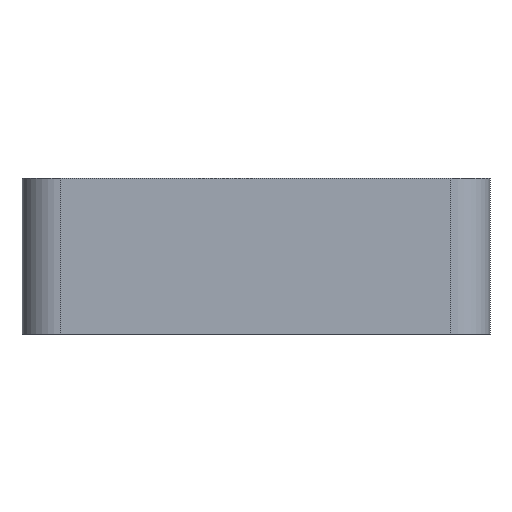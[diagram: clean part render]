
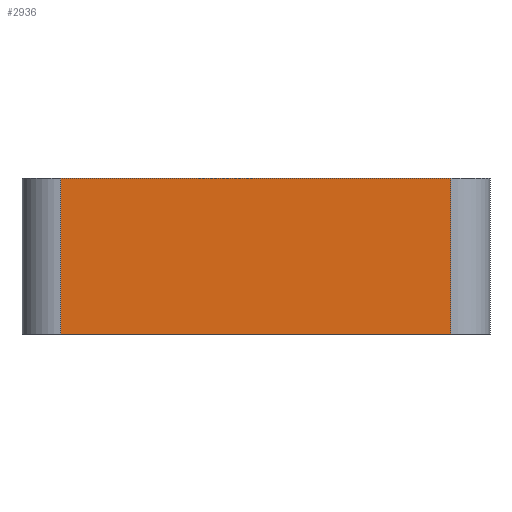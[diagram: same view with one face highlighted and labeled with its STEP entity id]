
A CAD part, front view. The second image highlights one B-rep face of the part: STEP entity #2936.
In plain terms, the highlighted planar face has unit normal (0, -1, 0).
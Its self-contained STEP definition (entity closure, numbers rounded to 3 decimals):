
#216=FACE_OUTER_BOUND('',#369,.T.);
#369=EDGE_LOOP('',(#2507,#2508,#2509,#2510));
#408=LINE('',#4137,#720);
#678=LINE('',#4882,#990);
#679=LINE('',#4885,#991);
#680=LINE('',#4886,#992);
#720=VECTOR('',#3278,10.);
#990=VECTOR('',#4006,10.);
#991=VECTOR('',#4009,10.);
#992=VECTOR('',#4010,10.);
#1162=VERTEX_POINT('',#4134);
#1163=VERTEX_POINT('',#4136);
#1409=VERTEX_POINT('',#4880);
#1410=VERTEX_POINT('',#4884);
#1450=EDGE_CURVE('',#1162,#1163,#408,.T.);
#1823=EDGE_CURVE('',#1162,#1409,#678,.T.);
#1824=EDGE_CURVE('',#1410,#1409,#679,.T.);
#1825=EDGE_CURVE('',#1163,#1410,#680,.T.);
#2507=ORIENTED_EDGE('',*,*,#1823,.T.);
#2508=ORIENTED_EDGE('',*,*,#1824,.F.);
#2509=ORIENTED_EDGE('',*,*,#1825,.F.);
#2510=ORIENTED_EDGE('',*,*,#1450,.F.);
#2797=PLANE('',#3215);
#2936=ADVANCED_FACE('',(#216),#2797,.T.);
#3215=AXIS2_PLACEMENT_3D('',#4883,#4007,#4008);
#3278=DIRECTION('',(-1.,0.,0.));
#4006=DIRECTION('',(0.,0.,1.));
#4007=DIRECTION('center_axis',(0.,-1.,0.));
#4008=DIRECTION('ref_axis',(1.,0.,0.));
#4009=DIRECTION('',(1.,0.,0.));
#4010=DIRECTION('',(0.,0.,1.));
#4134=CARTESIAN_POINT('',(12.5,-15.,-5.));
#4136=CARTESIAN_POINT('',(-12.5,-15.,-5.));
#4137=CARTESIAN_POINT('',(-12.5,-15.,-5.));
#4880=CARTESIAN_POINT('',(12.5,-15.,5.));
#4882=CARTESIAN_POINT('',(12.5,-15.,0.));
#4883=CARTESIAN_POINT('Origin',(-12.5,-15.,0.));
#4884=CARTESIAN_POINT('',(-12.5,-15.,5.));
#4885=CARTESIAN_POINT('',(-12.5,-15.,5.));
#4886=CARTESIAN_POINT('',(-12.5,-15.,0.));
